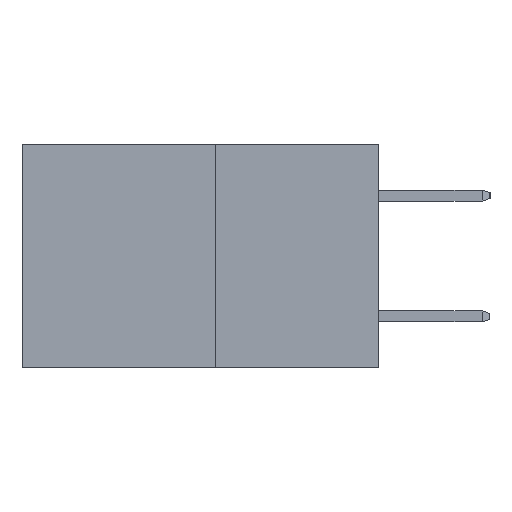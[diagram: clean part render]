
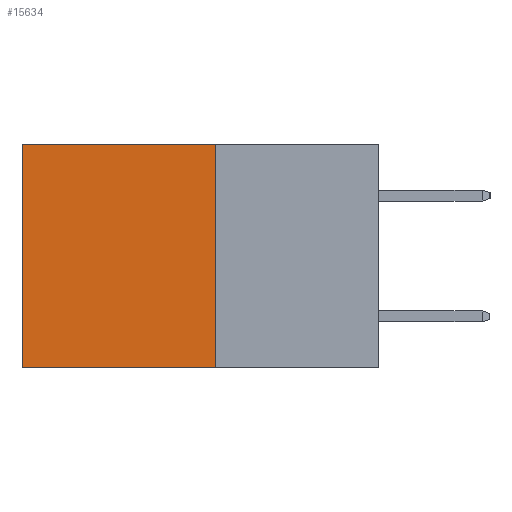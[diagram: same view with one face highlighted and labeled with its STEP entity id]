
A CAD part, left-side view. The second image highlights one B-rep face of the part: STEP entity #15634.
In plain terms, the highlighted planar face has unit normal (-1, 0, 0).
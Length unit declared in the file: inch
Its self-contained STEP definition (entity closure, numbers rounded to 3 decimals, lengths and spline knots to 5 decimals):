
#241 = CARTESIAN_POINT ( 'NONE',  ( 0.277, 0.27, -0.37 ) ) ;
#2212 = PLANE ( 'NONE',  #21795 ) ;
#4163 = DIRECTION ( 'NONE',  ( 1., 0., 0. ) ) ;
#4482 = LINE ( 'NONE', #22612, #9128 ) ;
#5211 = DIRECTION ( 'NONE',  ( 0., 0., -1. ) ) ;
#6039 = VECTOR ( 'NONE', #19050, 39.37008 ) ;
#6130 = EDGE_CURVE ( 'NONE', #8997, #12764, #17247, .T. ) ;
#6189 = VECTOR ( 'NONE', #18097, 39.37008 ) ;
#8997 = VERTEX_POINT ( 'NONE', #17371 ) ;
#9128 = VECTOR ( 'NONE', #5211, 39.37008 ) ;
#10683 = EDGE_CURVE ( 'NONE', #8997, #11557, #4482, .T. ) ;
#11557 = VERTEX_POINT ( 'NONE', #21214 ) ;
#11886 = VERTEX_POINT ( 'NONE', #22212 ) ;
#12764 = VERTEX_POINT ( 'NONE', #19315 ) ;
#14538 = EDGE_LOOP ( 'NONE', ( #23411, #14901, #24537, #17208 ) ) ;
#14901 = ORIENTED_EDGE ( 'NONE', *, *, #21133, .F. ) ;
#15082 = DIRECTION ( 'NONE',  ( 0., 1., 0. ) ) ;
#15634 = ADVANCED_FACE ( 'NONE', ( #20870 ), #2212, .F. ) ;
#16162 = CARTESIAN_POINT ( 'NONE',  ( 0.277, 0.27, -0.37 ) ) ;
#16632 = VECTOR ( 'NONE', #15082, 39.37008 ) ;
#17130 = CARTESIAN_POINT ( 'NONE',  ( 0.277, 0.59, -0.37 ) ) ;
#17208 = ORIENTED_EDGE ( 'NONE', *, *, #6130, .T. ) ;
#17247 = LINE ( 'NONE', #22726, #16632 ) ;
#17371 = CARTESIAN_POINT ( 'NONE',  ( 0.277, 0.27, 0. ) ) ;
#17803 = DIRECTION ( 'NONE',  ( 0., 0., -1. ) ) ;
#18097 = DIRECTION ( 'NONE',  ( 0., 1., 0. ) ) ;
#19050 = DIRECTION ( 'NONE',  ( 0., 0., -1. ) ) ;
#19315 = CARTESIAN_POINT ( 'NONE',  ( 0.277, 0.59, 0. ) ) ;
#20870 = FACE_OUTER_BOUND ( 'NONE', #14538, .T. ) ;
#21133 = EDGE_CURVE ( 'NONE', #11557, #11886, #21660, .T. ) ;
#21214 = CARTESIAN_POINT ( 'NONE',  ( 0.277, 0.27, -0.37 ) ) ;
#21520 = LINE ( 'NONE', #17130, #6039 ) ;
#21660 = LINE ( 'NONE', #16162, #6189 ) ;
#21795 = AXIS2_PLACEMENT_3D ( 'NONE', #241, #4163, #17803 ) ;
#22212 = CARTESIAN_POINT ( 'NONE',  ( 0.277, 0.59, -0.37 ) ) ;
#22612 = CARTESIAN_POINT ( 'NONE',  ( 0.277, 0.27, -0.37 ) ) ;
#22726 = CARTESIAN_POINT ( 'NONE',  ( 0.277, 0.27, 0. ) ) ;
#23411 = ORIENTED_EDGE ( 'NONE', *, *, #23773, .T. ) ;
#23773 = EDGE_CURVE ( 'NONE', #12764, #11886, #21520, .T. ) ;
#24537 = ORIENTED_EDGE ( 'NONE', *, *, #10683, .F. ) ;
